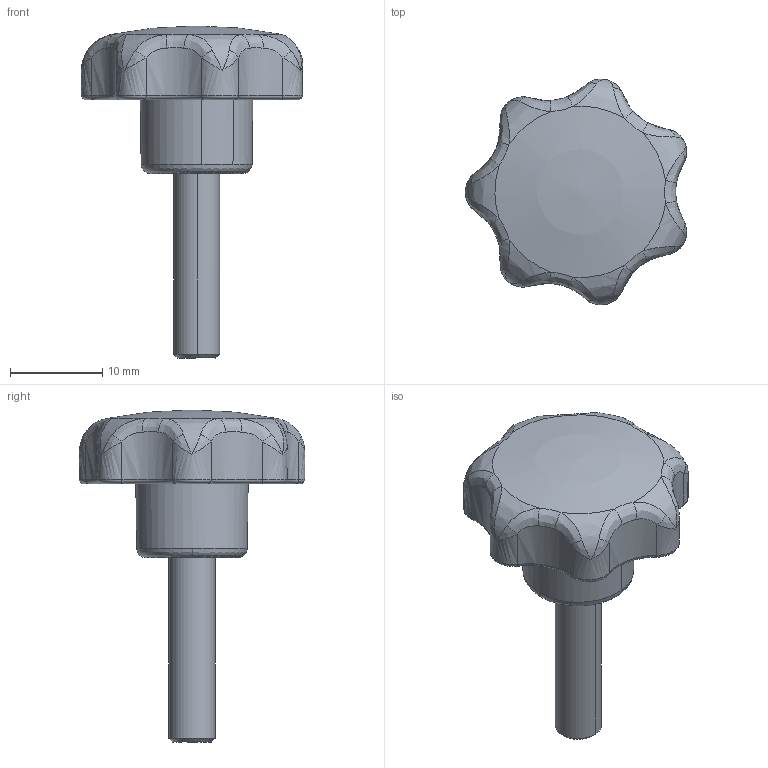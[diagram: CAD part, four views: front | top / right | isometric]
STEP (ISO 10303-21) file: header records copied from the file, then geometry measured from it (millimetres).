
FILE_DESCRIPTION((''),'2;1');
FILE_NAME('','2005-07-15T10:58:04',(''),(''),'','CADfix','');
FILE_SCHEMA(('AUTOMOTIVE_DESIGN'));
Length unit declared in the file: millimetre
Products named in the file (3): screw; knob; KSM_25_M5_20_8800_36
Assembly tree (2 placements, depth 2):
  KSM_25_M5_20_8800_36
    screw
    knob
Bounding box: 24.01 x 24.5 x 36 mm (x, y, z)
Volume: 3543 mm3; surface area: 2782.7 mm2
Topology: 2 solids, 2 shells, 125 faces, 328 edges, 198 vertices
Faces by surface type: bspline 125
Entity records: 6903 total; most frequent: CARTESIAN_POINT 5150, ORIENTED_EDGE 630, EDGE_CURVE 315, VERTEX_POINT 198, EDGE_LOOP 129, FACE_OUTER_BOUND 125, ADVANCED_FACE 125, B_SPLINE_CURVE_WITH_KNOTS 105
